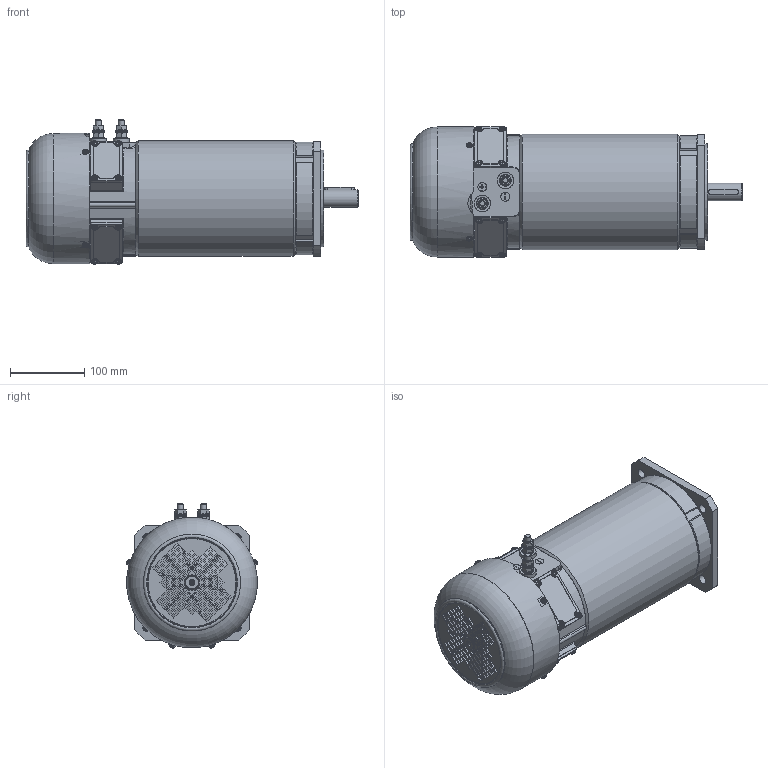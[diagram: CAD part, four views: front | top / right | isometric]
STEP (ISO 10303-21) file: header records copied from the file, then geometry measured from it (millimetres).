
FILE_DESCRIPTION(/* description */ ('Gehäuse 080_3kW_4-596-FR-V-_4-596-FR-V2-854'),/* implementation_level */ '2;1');
FILE_NAME(/* name */ 'S-30-12185.stp',/* time_stamp */ '2024-03-07T15:22:28+01:00',/* author */ ('Rolf Zieg'),/* organization */ (''),/* preprocessor_version */ 'ST-DEVELOPER v15.2',/* originating_system */ 'Autodesk Inventor 2014',/* authorisation */ '');
FILE_SCHEMA (('AUTOMOTIVE_DESIGN { 1 0 10303 214 3 1 1 }'));
Length unit declared in the file: millimetre
Products named in the file (34): Gehäuse 080_3kW_4-596-FR-V-_4-596-FR-V2-854; KB-Halter 080_3-594._For Octacom Combination; KB-Deckel_4-60-MSC-G55-91; ISO 7045 - M4x10  vz; ISO 4018 -  - M5 x 16 ; ISO 7091 - ST 5 - 100 HV; DIN 125-1 - B 6,4 vz-St; ISO 4032 - M6 St 8 vz; Isolationsbuchse_4-649 (Insh Bush); ISO 4018 -  - M8 x 45 ; Isolationsscheibe_4-649 (Insu Washer); DIN 125-1 - B 8,4 vz-St; ISO 4032 - M8 St 8 vz; Anschlussbolzen M8 Komplett; KB-Halter komplett 080 V3; A-Flansch_DEH For Octacom Combination Model (V-Series)_For 80B5 & 90B
5 (32 Oil Seal OD); Welle_Shaft For Octacom Combination Model V2 Frame_90B14; Rillenkugellager - 6006-2Z - 30 x 55 x 13; ISO 10642 - M8 x  20 8.8 vz; Rillenkugellager - 6204-2Z - 20 x 47 x 14; DIN 6885 - A 8 x 7 x 40 - 45H; A-Flange B5 For V Series_Flange 90B5; 4-196-ST_M6x324; S-20-12184; K-10-10308; K-10-10669; ISO 4762 - M6 x 25ISO 8.8 _vz; ISO 7045 - M4 x 10 vz; S-10-10330; Splint - DIN 94 4,0 x 40; LOCTITE 248 20 x 0,1 x 4; LOCTITE 248 6 x 0,1 x 4; S-20-10328; S-20-12185
Assembly tree (80 placements, depth 5):
  S-20-12185
    S-20-12184
      Gehäuse 080_3kW_4-596-FR-V-_4-596-FR-V2-854
      KB-Halter komplett 080 V3
        KB-Halter 080_3-594._For Octacom Combination
        KB-Deckel_4-60-MSC-G55-91  x4
        ISO 7045 - M4x10  vz  x16
        ISO 4018 -  - M5 x 16   x2
        ISO 7091 - ST 5 - 100 HV  x2
        DIN 125-1 - B 6,4 vz-St  x8
        ISO 4032 - M6 St 8 vz  x8
        Anschlussbolzen M8 Komplett  x2
          Isolationsbuchse_4-649 (Insh Bush)
          ISO 4018 -  - M8 x 45 
          Isolationsscheibe_4-649 (Insu Washer)
          DIN 125-1 - B 8,4 vz-St
          ISO 4032 - M8 St 8 vz
      A-Flansch_DEH For Octacom Combination Model (V-Series)_For 80B5 & 90B
5 (32 Oil Seal OD)
      Welle_Shaft For Octacom Combination Model V2 Frame_90B14
      Rillenkugellager - 6006-2Z - 30 x 55 x 13
      ISO 10642 - M8 x  20 8.8 vz  x4
      Rillenkugellager - 6204-2Z - 20 x 47 x 14
      DIN 6885 - A 8 x 7 x 40 - 45H
      A-Flange B5 For V Series_Flange 90B5
      4-196-ST_M6x324  x4
    S-20-10328
      K-10-10308
      K-10-10669
      ISO 4762 - M6 x 25ISO 8.8 _vz
      ISO 7045 - M4 x 10 vz  x4
      S-10-10330
      Splint - DIN 94 4,0 x 40
      LOCTITE 248 20 x 0,1 x 4
      LOCTITE 248 6 x 0,1 x 4
Bounding box: 447.5 x 176.87 x 194.6 mm (x, y, z)
Volume: 3787175.2 mm3; surface area: 923006.7 mm2
Topology: 84 solids, 97 shells, 2951 faces, 7646 edges, 4923 vertices
Faces by surface type: plane 1468, cylinder 584, cone 476, torus 274, bspline 78, sphere 71
Full cylindrical faces by diameter (mm): 3.242 x4, 3.3 x20, 3.621 x20, 4 x24, 4.8 x4, 4.917 x9, 5 x22, 5.5 x2, 5.8 x1, 6 x8, 6.4 x8, 6.6 x1, 6.647 x13, 7 x4, 8 x7, 8.2 x2, 8.4 x15, 9 x4, 10 x3, 10.5 x2, 11 x1, 12 x14, 15 x4, 15.24 x4, 15.5 x2, 16 x6, 16.376 x1, 17.92 x4, 18 x1, 19 x1
Entity records: 65971 total; most frequent: CARTESIAN_POINT 17094, DIRECTION 9744, ORIENTED_EDGE 9614, EDGE_CURVE 4795, AXIS2_PLACEMENT_3D 3498, VERTEX_POINT 3285, EDGE_LOOP 2814, LINE 2748
